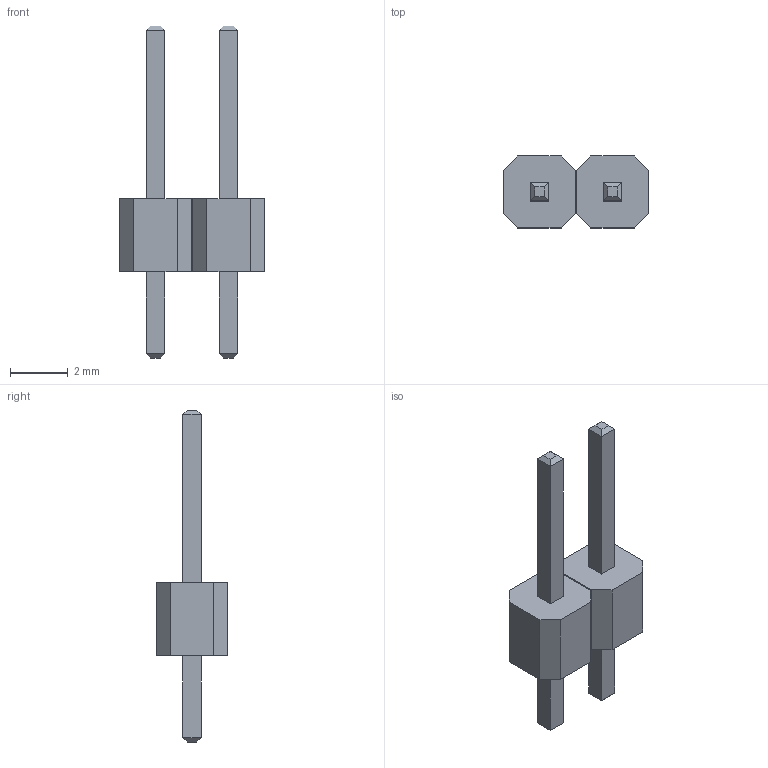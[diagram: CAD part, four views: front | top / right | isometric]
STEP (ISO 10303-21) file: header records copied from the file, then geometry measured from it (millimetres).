
FILE_DESCRIPTION(('FreeCAD Model'),'2;1');
FILE_NAME('2pins.step', '2021-10-17T23:04:18',('Author'),(''), 'Open CASCADE STEP processor 7.3','FreeCAD','Unknown');
FILE_SCHEMA(('AUTOMOTIVE_DESIGN { 1 0 10303 214 1 1 1 1 }'));
Length unit declared in the file: millimetre
Products named in the file (1): Array001
Bounding box: 5.04 x 2.5 x 11.54 mm (x, y, z)
Volume: 36.5 mm3; surface area: 112.9 mm2
Topology: 2 solids, 2 shells, 56 faces, 128 edges, 80 vertices
Faces by surface type: plane 56
Entity records: 3559 total; most frequent: CARTESIAN_POINT 553, DIRECTION 466, LINE 352, VECTOR 352, ORIENTED_EDGE 256, PCURVE 256, DEFINITIONAL_REPRESENTATION 256, EDGE_CURVE 128
